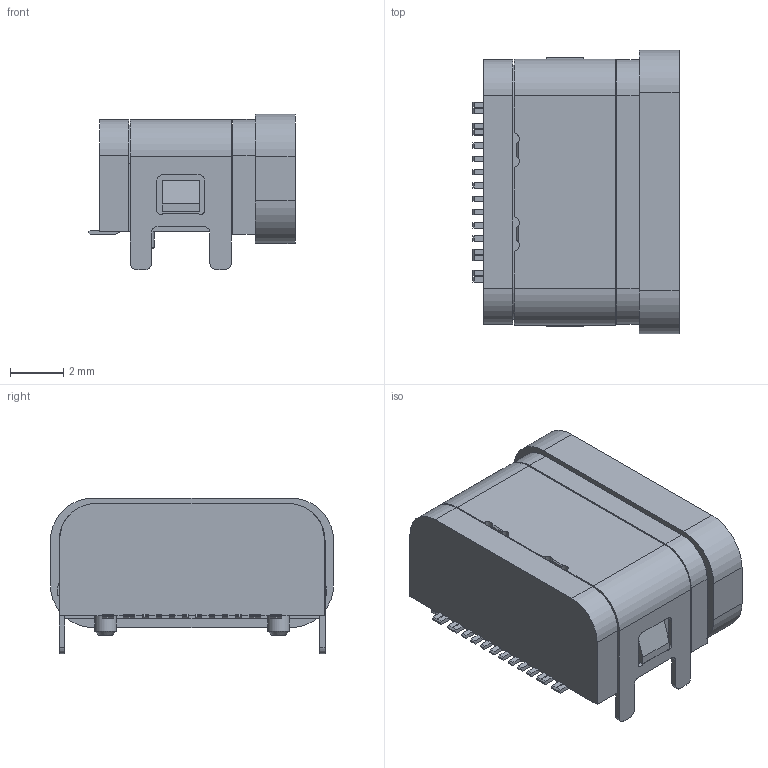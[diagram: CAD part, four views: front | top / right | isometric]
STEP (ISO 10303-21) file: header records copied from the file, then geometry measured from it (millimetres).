
FILE_DESCRIPTION((''),'2;1');
FILE_NAME('FANGSHUN_16PIP_ASM','2022-08-08T15:18:25',('asus'),(''),'CREO PARAMETRIC BY PTC INC, 2020053','CREO PARAMETRIC BY PTC INC, 2020053','');
FILE_SCHEMA(('AUTOMOTIVE_DESIGN { 1 0 10303 214 1 1 1 1 }'));
Length unit declared in the file: millimetre
Products named in the file (3): 01000; PRT0001; FANGSHUN_16PIP_ASM
Assembly tree (2 placements, depth 2):
  FANGSHUN_16PIP_ASM
    01000
    PRT0001
Bounding box: 7.75 x 10.64 x 5.85 mm (x, y, z)
Volume: 230.3 mm3; surface area: 714.3 mm2
Topology: 2 solids, 2 shells, 657 faces, 1784 edges, 1134 vertices
Faces by surface type: plane 491, cylinder 130, cone 26, bspline 10
Entity records: 25438 total; most frequent: CARTESIAN_POINT 4094, ORIENTED_EDGE 3568, DIRECTION 3336, EDGE_CURVE 1784, VECTOR 1460, LINE 1460, VERTEX_POINT 1134, AXIS2_PLACEMENT_3D 938
